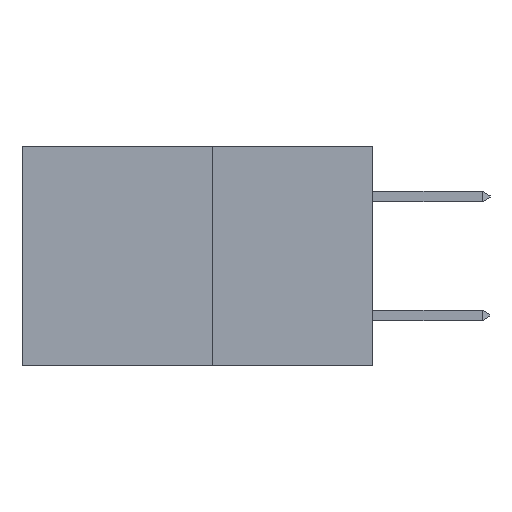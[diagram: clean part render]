
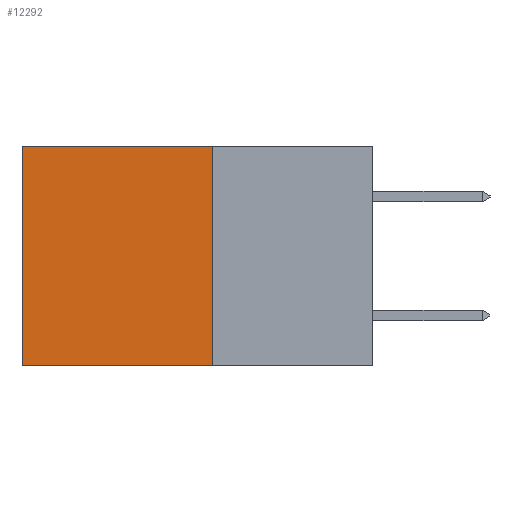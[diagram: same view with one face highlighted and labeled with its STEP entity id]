
A CAD part, left-side view. The second image highlights one B-rep face of the part: STEP entity #12292.
In plain terms, the highlighted planar face has unit normal (-1, 0, 0).
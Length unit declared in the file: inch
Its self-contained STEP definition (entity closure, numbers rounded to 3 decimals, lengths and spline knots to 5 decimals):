
#599 = CARTESIAN_POINT ( 'NONE',  ( 0.277, 0.27, -0.37 ) ) ;
#1113 = EDGE_CURVE ( 'NONE', #12823, #8833, #3206, .T. ) ;
#2005 = CARTESIAN_POINT ( 'NONE',  ( 0.277, 0.59, -0.37 ) ) ;
#2452 = DIRECTION ( 'NONE',  ( 0., 0., -1. ) ) ;
#2836 = VECTOR ( 'NONE', #11287, 39.37008 ) ;
#3072 = PLANE ( 'NONE',  #8500 ) ;
#3117 = EDGE_LOOP ( 'NONE', ( #5988, #4402, #3310, #9402 ) ) ;
#3206 = LINE ( 'NONE', #6370, #2836 ) ;
#3310 = ORIENTED_EDGE ( 'NONE', *, *, #3586, .F. ) ;
#3586 = EDGE_CURVE ( 'NONE', #9030, #12823, #12053, .T. ) ;
#4402 = ORIENTED_EDGE ( 'NONE', *, *, #1113, .F. ) ;
#5288 = VECTOR ( 'NONE', #13821, 39.37008 ) ;
#5341 = DIRECTION ( 'NONE',  ( 0., 0., -1. ) ) ;
#5444 = DIRECTION ( 'NONE',  ( 0., 0., -1. ) ) ;
#5559 = CARTESIAN_POINT ( 'NONE',  ( 0.277, 0.27, -0.37 ) ) ;
#5894 = VECTOR ( 'NONE', #5444, 39.37008 ) ;
#5988 = ORIENTED_EDGE ( 'NONE', *, *, #8241, .T. ) ;
#6370 = CARTESIAN_POINT ( 'NONE',  ( 0.277, 0.27, -0.37 ) ) ;
#6861 = EDGE_CURVE ( 'NONE', #9030, #10262, #11069, .T. ) ;
#7389 = CARTESIAN_POINT ( 'NONE',  ( 0.277, 0.59, 0. ) ) ;
#7629 = CARTESIAN_POINT ( 'NONE',  ( 0.277, 0.27, 0. ) ) ;
#8241 = EDGE_CURVE ( 'NONE', #10262, #8833, #14301, .T. ) ;
#8338 = VECTOR ( 'NONE', #2452, 39.37008 ) ;
#8500 = AXIS2_PLACEMENT_3D ( 'NONE', #14375, #12252, #5341 ) ;
#8833 = VERTEX_POINT ( 'NONE', #13003 ) ;
#9030 = VERTEX_POINT ( 'NONE', #7629 ) ;
#9402 = ORIENTED_EDGE ( 'NONE', *, *, #6861, .T. ) ;
#10262 = VERTEX_POINT ( 'NONE', #7389 ) ;
#11069 = LINE ( 'NONE', #13854, #5288 ) ;
#11287 = DIRECTION ( 'NONE',  ( 0., 1., 0. ) ) ;
#12053 = LINE ( 'NONE', #5559, #5894 ) ;
#12252 = DIRECTION ( 'NONE',  ( 1., 0., 0. ) ) ;
#12292 = ADVANCED_FACE ( 'NONE', ( #13366 ), #3072, .F. ) ;
#12823 = VERTEX_POINT ( 'NONE', #599 ) ;
#13003 = CARTESIAN_POINT ( 'NONE',  ( 0.277, 0.59, -0.37 ) ) ;
#13366 = FACE_OUTER_BOUND ( 'NONE', #3117, .T. ) ;
#13821 = DIRECTION ( 'NONE',  ( 0., 1., 0. ) ) ;
#13854 = CARTESIAN_POINT ( 'NONE',  ( 0.277, 0.27, 0. ) ) ;
#14301 = LINE ( 'NONE', #2005, #8338 ) ;
#14375 = CARTESIAN_POINT ( 'NONE',  ( 0.277, 0.27, -0.37 ) ) ;
